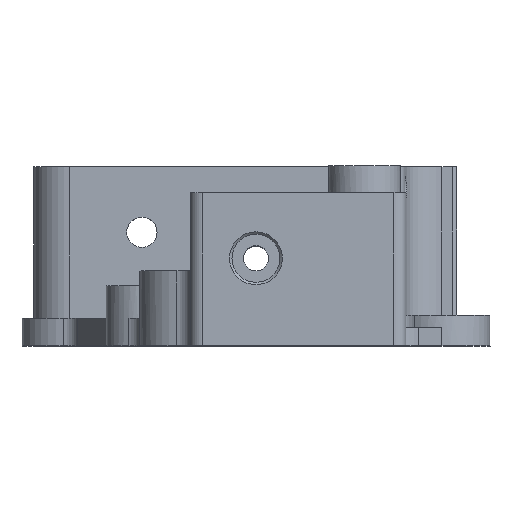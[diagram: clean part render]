
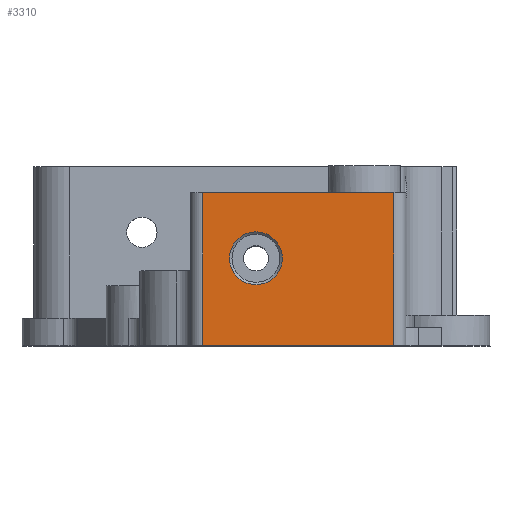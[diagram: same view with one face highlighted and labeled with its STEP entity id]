
A CAD part, top view. The second image highlights one B-rep face of the part: STEP entity #3310.
In plain terms, the highlighted planar face has unit normal (0, 0, 1).
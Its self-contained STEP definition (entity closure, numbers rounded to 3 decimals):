
#74=FACE_BOUND('',#377,.T.);
#108=PLANE('',#3546);
#186=FACE_OUTER_BOUND('',#376,.T.);
#376=EDGE_LOOP('',(#2252,#2253,#2254,#2255));
#377=EDGE_LOOP('',(#2256));
#584=LINE('',#5023,#846);
#610=LINE('',#5132,#872);
#611=LINE('',#5134,#873);
#612=LINE('',#5135,#874);
#846=VECTOR('',#3937,10.);
#872=VECTOR('',#4037,10.);
#873=VECTOR('',#4038,10.);
#874=VECTOR('',#4039,10.);
#1137=CIRCLE('',#3545,2.2);
#1333=VERTEX_POINT('',#5020);
#1334=VERTEX_POINT('',#5022);
#1379=VERTEX_POINT('',#5127);
#1380=VERTEX_POINT('',#5131);
#1381=VERTEX_POINT('',#5133);
#1673=EDGE_CURVE('',#1333,#1334,#584,.T.);
#1726=EDGE_CURVE('',#1379,#1379,#1137,.T.);
#1727=EDGE_CURVE('',#1334,#1380,#610,.T.);
#1728=EDGE_CURVE('',#1381,#1333,#611,.T.);
#1729=EDGE_CURVE('',#1380,#1381,#612,.T.);
#2252=ORIENTED_EDGE('',*,*,#1727,.F.);
#2253=ORIENTED_EDGE('',*,*,#1673,.F.);
#2254=ORIENTED_EDGE('',*,*,#1728,.F.);
#2255=ORIENTED_EDGE('',*,*,#1729,.F.);
#2256=ORIENTED_EDGE('',*,*,#1726,.F.);
#3310=ADVANCED_FACE('',(#186,#74),#108,.T.);
#3545=AXIS2_PLACEMENT_3D('',#5129,#4033,#4034);
#3546=AXIS2_PLACEMENT_3D('',#5130,#4035,#4036);
#3937=DIRECTION('',(1.,0.,0.));
#4033=DIRECTION('center_axis',(0.,0.,1.));
#4034=DIRECTION('ref_axis',(-1.,0.,0.));
#4035=DIRECTION('center_axis',(0.,0.,1.));
#4036=DIRECTION('ref_axis',(0.,-1.,0.));
#4037=DIRECTION('',(0.,-1.,0.));
#4038=DIRECTION('',(0.,1.,0.));
#4039=DIRECTION('',(-1.,0.,0.));
#5020=CARTESIAN_POINT('',(9.058,-12.05,12.063));
#5022=CARTESIAN_POINT('',(25.,-12.05,12.063));
#5023=CARTESIAN_POINT('',(3.397,-12.05,12.063));
#5127=CARTESIAN_POINT('',(15.7,-17.5,12.063));
#5129=CARTESIAN_POINT('Origin',(13.5,-17.5,12.063));
#5130=CARTESIAN_POINT('Origin',(-1.,-24.65,12.063));
#5131=CARTESIAN_POINT('',(25.,-24.75,12.063));
#5132=CARTESIAN_POINT('',(25.,-30.28,12.063));
#5133=CARTESIAN_POINT('',(9.058,-24.75,12.063));
#5134=CARTESIAN_POINT('',(9.058,-18.25,12.063));
#5135=CARTESIAN_POINT('',(-1.,-24.75,12.063));
